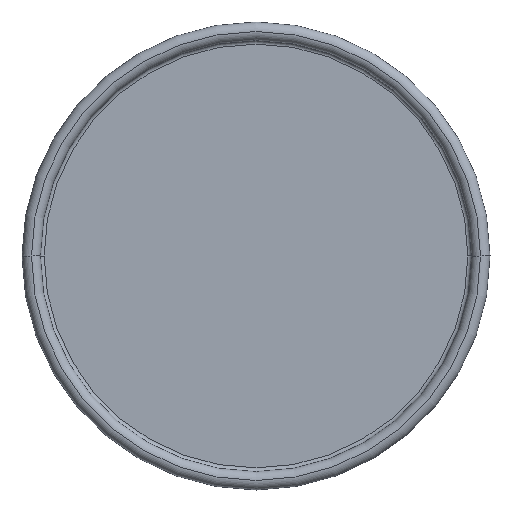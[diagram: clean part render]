
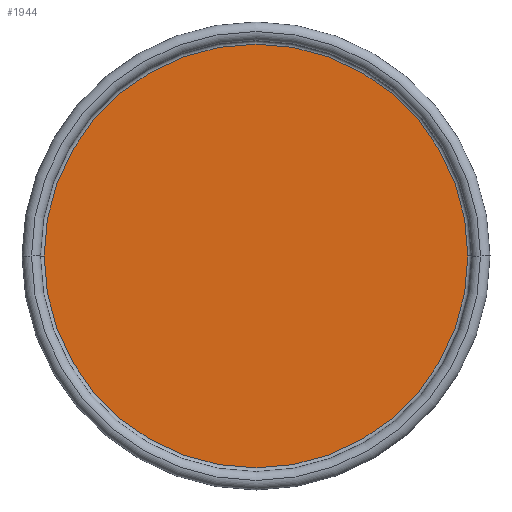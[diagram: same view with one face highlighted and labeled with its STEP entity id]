
A CAD part, front view. The second image highlights one B-rep face of the part: STEP entity #1944.
In plain terms, the highlighted planar face has unit normal (0, -1, 0).
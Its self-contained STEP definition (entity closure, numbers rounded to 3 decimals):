
#7 = VERTEX_POINT ( 'NONE', #2427 ) ;
#45 = EDGE_CURVE ( 'NONE', #1135, #7, #4188, .T. ) ;
#137 = EDGE_LOOP ( 'NONE', ( #1026, #1027 ) ) ;
#311 = DIRECTION ( 'NONE',  ( 1., 0., 0. ) ) ;
#312 = DIRECTION ( 'NONE',  ( 0., -1., 0. ) ) ;
#313 = CARTESIAN_POINT ( 'NONE',  ( 0., -12., 0. ) ) ;
#1026 = ORIENTED_EDGE ( 'NONE', *, *, #45, .T. ) ;
#1027 = ORIENTED_EDGE ( 'NONE', *, *, #1249, .T. ) ;
#1135 = VERTEX_POINT ( 'NONE', #3586 ) ;
#1249 = EDGE_CURVE ( 'NONE', #7, #1135, #2128, .T. ) ;
#1944 = ADVANCED_FACE ( 'NONE', ( #2170 ), #3316, .T. ) ;
#2128 = CIRCLE ( 'NONE', #4278, 55.551 ) ;
#2170 = FACE_OUTER_BOUND ( 'NONE', #137, .T. ) ;
#2427 = CARTESIAN_POINT ( 'NONE',  ( 55.551, -12., 0. ) ) ;
#3010 = CARTESIAN_POINT ( 'NONE',  ( 0., -12., 0. ) ) ;
#3011 = DIRECTION ( 'NONE',  ( 0., -1., 0. ) ) ;
#3012 = DIRECTION ( 'NONE',  ( 1., 0., 0. ) ) ;
#3316 = PLANE ( 'NONE',  #4419 ) ;
#3328 = CARTESIAN_POINT ( 'NONE',  ( 0., -12., 0. ) ) ;
#3329 = DIRECTION ( 'NONE',  ( 0., -1., 0. ) ) ;
#3330 = DIRECTION ( 'NONE',  ( 1., 0., 0. ) ) ;
#3586 = CARTESIAN_POINT ( 'NONE',  ( -55.551, -12., 0. ) ) ;
#4188 = CIRCLE ( 'NONE', #4263, 55.551 ) ;
#4263 = AXIS2_PLACEMENT_3D ( 'NONE', #313, #312, #311 ) ;
#4278 = AXIS2_PLACEMENT_3D ( 'NONE', #3010, #3011, #3012 ) ;
#4419 = AXIS2_PLACEMENT_3D ( 'NONE', #3328, #3329, #3330 ) ;
